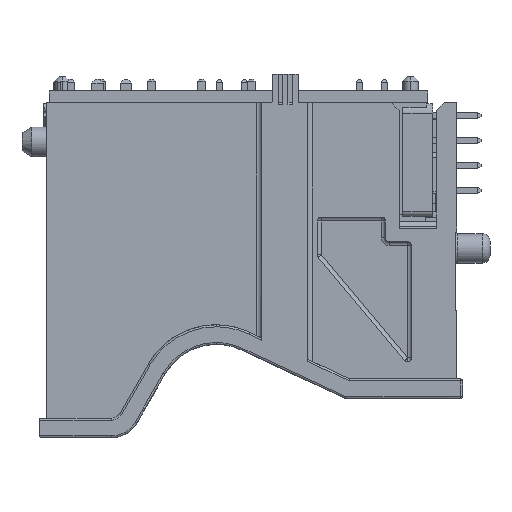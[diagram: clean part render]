
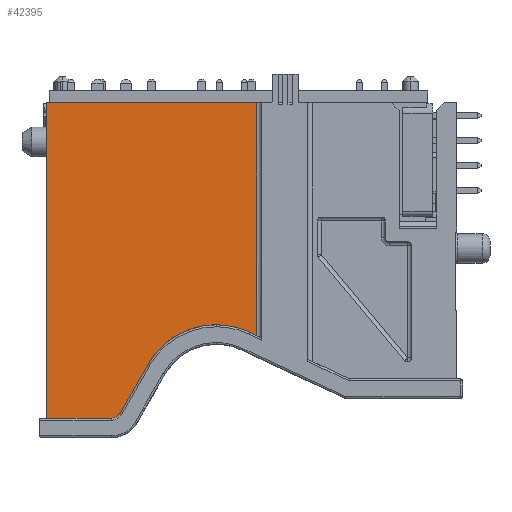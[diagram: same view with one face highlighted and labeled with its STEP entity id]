
A CAD part, left-side view. The second image highlights one B-rep face of the part: STEP entity #42395.
In plain terms, the highlighted planar face has unit normal (-1, 0, 0).
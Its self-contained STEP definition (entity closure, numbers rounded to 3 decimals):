
#1846 = VECTOR ( 'NONE', #45841, 1000. ) ;
#3015 = LINE ( 'NONE', #53041, #58888 ) ;
#4585 = DIRECTION ( 'NONE',  ( -1., 0., 0. ) ) ;
#6711 = CARTESIAN_POINT ( 'NONE',  ( -16.101, 9.712, 8.775 ) ) ;
#10999 = AXIS2_PLACEMENT_3D ( 'NONE', #50767, #41092, #39131 ) ;
#13566 = ORIENTED_EDGE ( 'NONE', *, *, #41054, .F. ) ;
#17406 = CIRCLE ( 'NONE', #83317, 1. ) ;
#19104 = LINE ( 'NONE', #69892, #50501 ) ;
#19848 = LINE ( 'NONE', #6711, #134952 ) ;
#26935 = VERTEX_POINT ( 'NONE', #35448 ) ;
#28216 = CARTESIAN_POINT ( 'NONE',  ( -16.101, 27.178, 2.5 ) ) ;
#29476 = ORIENTED_EDGE ( 'NONE', *, *, #119217, .T. ) ;
#35448 = CARTESIAN_POINT ( 'NONE',  ( -16.101, 34.654, 2. ) ) ;
#36083 = VERTEX_POINT ( 'NONE', #96833 ) ;
#37911 = ORIENTED_EDGE ( 'NONE', *, *, #110255, .F. ) ;
#38147 = ORIENTED_EDGE ( 'NONE', *, *, #57504, .T. ) ;
#39131 = DIRECTION ( 'NONE',  ( 0., 0., 1. ) ) ;
#41054 = EDGE_CURVE ( 'NONE', #142948, #36083, #96506, .T. ) ;
#41092 = DIRECTION ( 'NONE',  ( -1., 0., 0. ) ) ;
#42395 = ADVANCED_FACE ( 'NONE', ( #116209 ), #134606, .F. ) ;
#45841 = DIRECTION ( 'NONE',  ( 0., -0.5, 0.866 ) ) ;
#46704 = EDGE_CURVE ( 'NONE', #92170, #66689, #17406, .T. ) ;
#46811 = CARTESIAN_POINT ( 'NONE',  ( -16.101, 24.917, 6.416 ) ) ;
#46950 = DIRECTION ( 'NONE',  ( 0., 0., -1. ) ) ;
#50501 = VECTOR ( 'NONE', #103930, 1000. ) ;
#50767 = CARTESIAN_POINT ( 'NONE',  ( -16.101, 17.356, 3.513 ) ) ;
#51203 = VECTOR ( 'NONE', #126428, 1000. ) ;
#52915 = VECTOR ( 'NONE', #54986, 1000. ) ;
#53041 = CARTESIAN_POINT ( 'NONE',  ( -16.101, -7.046, 34.15 ) ) ;
#54986 = DIRECTION ( 'NONE',  ( 0., -1., 0. ) ) ;
#57504 = EDGE_CURVE ( 'NONE', #83100, #26935, #89387, .T. ) ;
#58888 = VECTOR ( 'NONE', #108514, 1000. ) ;
#61562 = LINE ( 'NONE', #144601, #52915 ) ;
#66009 = VERTEX_POINT ( 'NONE', #84796 ) ;
#66689 = VERTEX_POINT ( 'NONE', #28216 ) ;
#67381 = DIRECTION ( 'NONE',  ( 1., 0., 0. ) ) ;
#69892 = CARTESIAN_POINT ( 'NONE',  ( -16.101, 13.204, 34.15 ) ) ;
#75444 = EDGE_CURVE ( 'NONE', #66689, #36083, #122298, .T. ) ;
#78161 = CARTESIAN_POINT ( 'NONE',  ( -16.101, 34.654, 34.15 ) ) ;
#83100 = VERTEX_POINT ( 'NONE', #78161 ) ;
#83317 = AXIS2_PLACEMENT_3D ( 'NONE', #114760, #4585, #138183 ) ;
#84796 = CARTESIAN_POINT ( 'NONE',  ( -16.101, 13.204, 34.15 ) ) ;
#85113 = ORIENTED_EDGE ( 'NONE', *, *, #119524, .T. ) ;
#89387 = LINE ( 'NONE', #94170, #51203 ) ;
#91136 = CARTESIAN_POINT ( 'NONE',  ( -16.101, -7.046, 34.15 ) ) ;
#92170 = VERTEX_POINT ( 'NONE', #105628 ) ;
#94170 = CARTESIAN_POINT ( 'NONE',  ( -16.101, 34.654, 34.15 ) ) ;
#96506 = CIRCLE ( 'NONE', #10999, 8. ) ;
#96833 = CARTESIAN_POINT ( 'NONE',  ( -16.101, 24.284, 7.513 ) ) ;
#101851 = ORIENTED_EDGE ( 'NONE', *, *, #46704, .T. ) ;
#103864 = ORIENTED_EDGE ( 'NONE', *, *, #75444, .T. ) ;
#103930 = DIRECTION ( 'NONE',  ( 0., 0., 1. ) ) ;
#105628 = CARTESIAN_POINT ( 'NONE',  ( -16.101, 28.044, 2. ) ) ;
#105651 = CARTESIAN_POINT ( 'NONE',  ( -16.101, 13.975, 10.763 ) ) ;
#106935 = VERTEX_POINT ( 'NONE', #138820 ) ;
#108135 = AXIS2_PLACEMENT_3D ( 'NONE', #91136, #67381, #46950 ) ;
#108514 = DIRECTION ( 'NONE',  ( 0., -1., 0. ) ) ;
#109018 = EDGE_CURVE ( 'NONE', #106935, #66009, #19104, .T. ) ;
#110255 = EDGE_CURVE ( 'NONE', #83100, #66009, #3015, .T. ) ;
#114760 = CARTESIAN_POINT ( 'NONE',  ( -16.101, 28.044, 3. ) ) ;
#116209 = FACE_OUTER_BOUND ( 'NONE', #134167, .T. ) ;
#116385 = ORIENTED_EDGE ( 'NONE', *, *, #109018, .T. ) ;
#118299 = DIRECTION ( 'NONE',  ( 0., -0.906, -0.423 ) ) ;
#119217 = EDGE_CURVE ( 'NONE', #142948, #106935, #19848, .T. ) ;
#119524 = EDGE_CURVE ( 'NONE', #26935, #92170, #61562, .T. ) ;
#122298 = LINE ( 'NONE', #46811, #1846 ) ;
#126428 = DIRECTION ( 'NONE',  ( 0., 0., -1. ) ) ;
#134167 = EDGE_LOOP ( 'NONE', ( #29476, #116385, #37911, #38147, #85113, #101851, #103864, #13566 ) ) ;
#134606 = PLANE ( 'NONE',  #108135 ) ;
#134952 = VECTOR ( 'NONE', #118299, 1000. ) ;
#138183 = DIRECTION ( 'NONE',  ( 0., 0., 1. ) ) ;
#138820 = CARTESIAN_POINT ( 'NONE',  ( -16.101, 13.204, 10.404 ) ) ;
#142948 = VERTEX_POINT ( 'NONE', #105651 ) ;
#144601 = CARTESIAN_POINT ( 'NONE',  ( -16.101, 13.804, 2. ) ) ;
